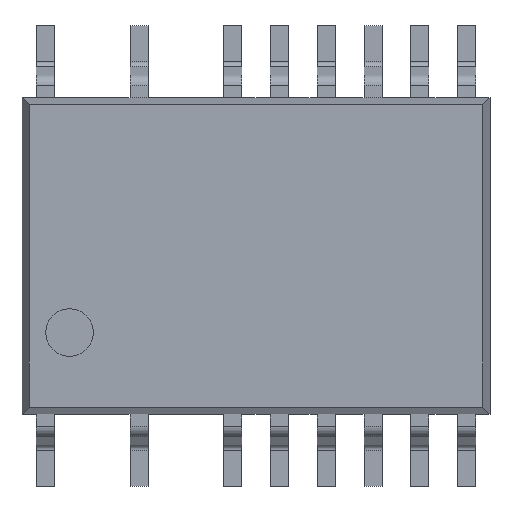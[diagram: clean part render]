
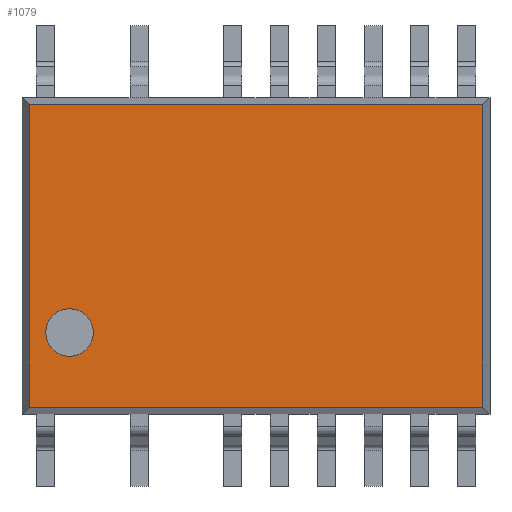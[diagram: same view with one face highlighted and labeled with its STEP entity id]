
A CAD part, top view. The second image highlights one B-rep face of the part: STEP entity #1079.
In plain terms, the highlighted planar face has unit normal (0, 0, 1).
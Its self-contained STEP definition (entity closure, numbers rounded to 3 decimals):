
#458 = VERTEX_POINT('',#459);
#459 = CARTESIAN_POINT('',(3.15,2.1,1.2));
#707 = VERTEX_POINT('',#708);
#708 = CARTESIAN_POINT('',(-3.15,2.1,1.2));
#714 = EDGE_CURVE('',#707,#458,#715,.T.);
#715 = LINE('',#716,#717);
#716 = CARTESIAN_POINT('',(1.625,2.1,1.2));
#717 = VECTOR('',#718,1.);
#718 = DIRECTION('',(1.,0.,0.));
#1055 = VERTEX_POINT('',#1056);
#1056 = CARTESIAN_POINT('',(3.15,-2.1,1.2));
#1069 = EDGE_CURVE('',#458,#1055,#1070,.T.);
#1070 = LINE('',#1071,#1072);
#1071 = CARTESIAN_POINT('',(3.15,-1.1,1.2));
#1072 = VECTOR('',#1073,1.);
#1073 = DIRECTION('',(0.,-1.,0.));
#1079 = ADVANCED_FACE('',(#1080,#1098),#1118,.T.);
#1080 = FACE_BOUND('',#1081,.T.);
#1081 = EDGE_LOOP('',(#1082,#1083,#1084,#1092));
#1082 = ORIENTED_EDGE('',*,*,#1069,.F.);
#1083 = ORIENTED_EDGE('',*,*,#714,.F.);
#1084 = ORIENTED_EDGE('',*,*,#1085,.F.);
#1085 = EDGE_CURVE('',#1086,#707,#1088,.T.);
#1086 = VERTEX_POINT('',#1087);
#1087 = CARTESIAN_POINT('',(-3.15,-2.1,1.2));
#1088 = LINE('',#1089,#1090);
#1089 = CARTESIAN_POINT('',(-3.15,1.1,1.2));
#1090 = VECTOR('',#1091,1.);
#1091 = DIRECTION('',(0.,1.,0.));
#1092 = ORIENTED_EDGE('',*,*,#1093,.F.);
#1093 = EDGE_CURVE('',#1055,#1086,#1094,.T.);
#1094 = LINE('',#1095,#1096);
#1095 = CARTESIAN_POINT('',(-1.625,-2.1,1.2));
#1096 = VECTOR('',#1097,1.);
#1097 = DIRECTION('',(-1.,0.,0.));
#1098 = FACE_BOUND('',#1099,.T.);
#1099 = EDGE_LOOP('',(#1100,#1111));
#1100 = ORIENTED_EDGE('',*,*,#1101,.T.);
#1101 = EDGE_CURVE('',#1102,#1104,#1106,.T.);
#1102 = VERTEX_POINT('',#1103);
#1103 = CARTESIAN_POINT('',(-2.26,-1.065,1.2));
#1104 = VERTEX_POINT('',#1105);
#1105 = CARTESIAN_POINT('',(-2.92,-1.065,1.2));
#1106 = CIRCLE('',#1107,0.33);
#1107 = AXIS2_PLACEMENT_3D('',#1108,#1109,#1110);
#1108 = CARTESIAN_POINT('',(-2.59,-1.065,1.2));
#1109 = DIRECTION('',(0.,0.,-1.));
#1110 = DIRECTION('',(-1.,0.,0.));
#1111 = ORIENTED_EDGE('',*,*,#1112,.T.);
#1112 = EDGE_CURVE('',#1104,#1102,#1113,.T.);
#1113 = CIRCLE('',#1114,0.33);
#1114 = AXIS2_PLACEMENT_3D('',#1115,#1116,#1117);
#1115 = CARTESIAN_POINT('',(-2.59,-1.065,1.2));
#1116 = DIRECTION('',(0.,0.,-1.));
#1117 = DIRECTION('',(-1.,0.,0.));
#1118 = PLANE('',#1119);
#1119 = AXIS2_PLACEMENT_3D('',#1120,#1121,#1122);
#1120 = CARTESIAN_POINT('',(0.,0.,1.2
    ));
#1121 = DIRECTION('',(0.,0.,1.));
#1122 = DIRECTION('',(-1.,0.,0.));
